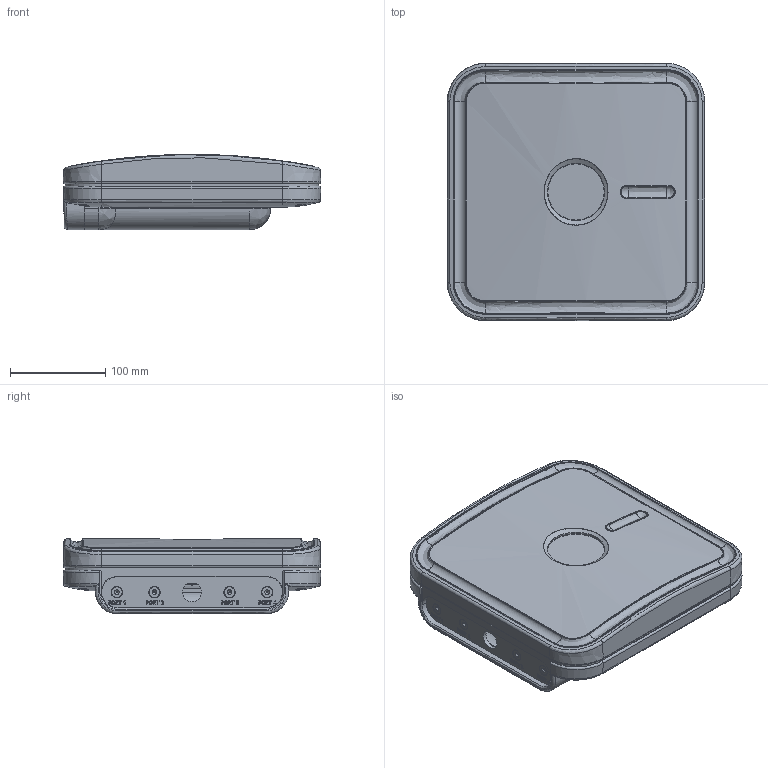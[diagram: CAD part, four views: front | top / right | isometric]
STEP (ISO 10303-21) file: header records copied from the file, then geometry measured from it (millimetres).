
FILE_DESCRIPTION(/* description */ ('WiBOX Medium Slim RJ45','CAx-IF Rec.Pracs.---Representation and Presentation of Product Manufacturing Information (PMI)---4.0---2014-10-13'),/* implementation_level */ '2;1');
FILE_NAME(/* name */ 'WiBOX Medium Slim.stp',/* time_stamp */ '2020-04-28T15:25:05+02:00',/* author */ ('Admin'),/* organization */ ('Wireless Instruments'),/* preprocessor_version */ 'ST-DEVELOPER v18',/* originating_system */ 'Autodesk Inventor 2020',/* authorisation */ '');
FILE_SCHEMA (('AP242_MANAGED_MODEL_BASED_3D_ENGINEERING_MIM_LF { 1 0 10303 442 1 1 4 }'));
Products named in the file (8): WI-BOX-0234; WI-OBD-0249; 0,23*4; WI-OBD-0253; WI-OBD-0271; WI-OBD-0256; WI-OBD-0257; DIN 965  - M4 x 22 - 4.8 - H
Assembly tree (15 placements, depth 2):
  WI-BOX-0234
    WI-OBD-0249
    0,23*4  x4
    WI-OBD-0253
    WI-OBD-0271
    WI-OBD-0256  x3
    WI-OBD-0257
    DIN 965  - M4 x 22 - 4.8 - H  x4
Bounding box: 269.79 x 269.79 x 78.84 mm (x, y, z)
Volume: 635056.4 mm3; surface area: 533642.3 mm2
Topology: 24 solids, 24 shells, 2937 faces, 7679 edges, 4924 vertices
Faces by surface type: plane 1179, cylinder 759, bspline 448, cone 405, torus 146
Full cylindrical faces by diameter (mm): 2.204 x59, 3.242 x10, 3.434 x55, 3.571 x4, 3.8 x1, 3.9 x2, 4 x4, 4.917 x8, 5.7 x20, 6.3 x8, 7.2 x8, 8 x12, 8.4 x4, 8.6 x8
Entity records: 142881 total; most frequent: CARTESIAN_POINT 79046, ORIENTED_EDGE 13892, DIRECTION 12495, EDGE_CURVE 6946, AXIS2_PLACEMENT_3D 4584, VERTEX_POINT 4448, LINE 3327, VECTOR 3327
